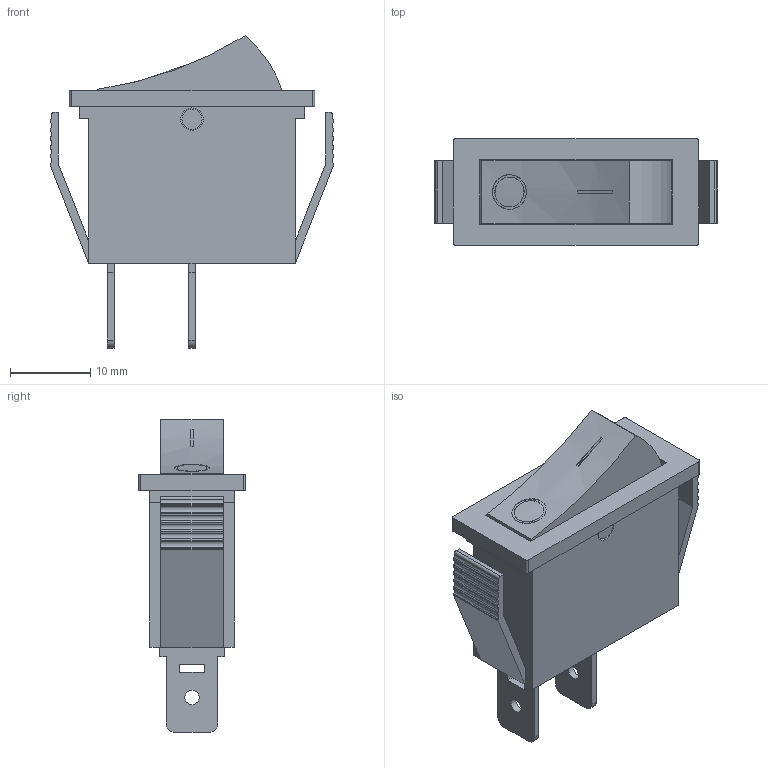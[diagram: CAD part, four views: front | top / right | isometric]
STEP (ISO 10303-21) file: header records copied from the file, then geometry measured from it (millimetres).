
FILE_DESCRIPTION(/* description */ ('Unknown'),/* implementation_level */ '2;1');
FILE_NAME(/* name */ 'Rocker Switch',/* time_stamp */ '2023-01-18T15:33:31+01:00',/* author */ ('Unknown'),/* organization */ ('Unknown'),/* preprocessor_version */ 'ST-DEVELOPER v16.7',/* originating_system */ 'DEX',/* authorisation */ $);
FILE_SCHEMA (('AUTOMOTIVE_DESIGN {1 0 10303 214 3 1 1}'));
Length unit declared in the file: millimetre
Products named in the file (4): Rocker Switch; Rocker switch 30x13 housing; Rocker switch 30x13 switch; Terminal - Rocker Switch
Assembly tree (4 placements, depth 2):
  Rocker Switch
    Rocker switch 30x13 housing
    Rocker switch 30x13 switch
    Terminal - Rocker Switch  x2
Bounding box: 35.3 x 13.3 x 38.86 mm (x, y, z)
Volume: 4427.6 mm3; surface area: 5821.5 mm2
Topology: 4 solids, 4 shells, 190 faces, 513 edges, 342 vertices
Faces by surface type: plane 119, cylinder 57, bspline 14
Full cylindrical faces by diameter (mm): 1.778 x2, 2.5 x2, 2.8 x2
Entity records: 5710 total; most frequent: CARTESIAN_POINT 1589, ORIENTED_EDGE 802, DIRECTION 787, EDGE_CURVE 401, LINE 275, VECTOR 275, VERTEX_POINT 268, AXIS2_PLACEMENT_3D 256
